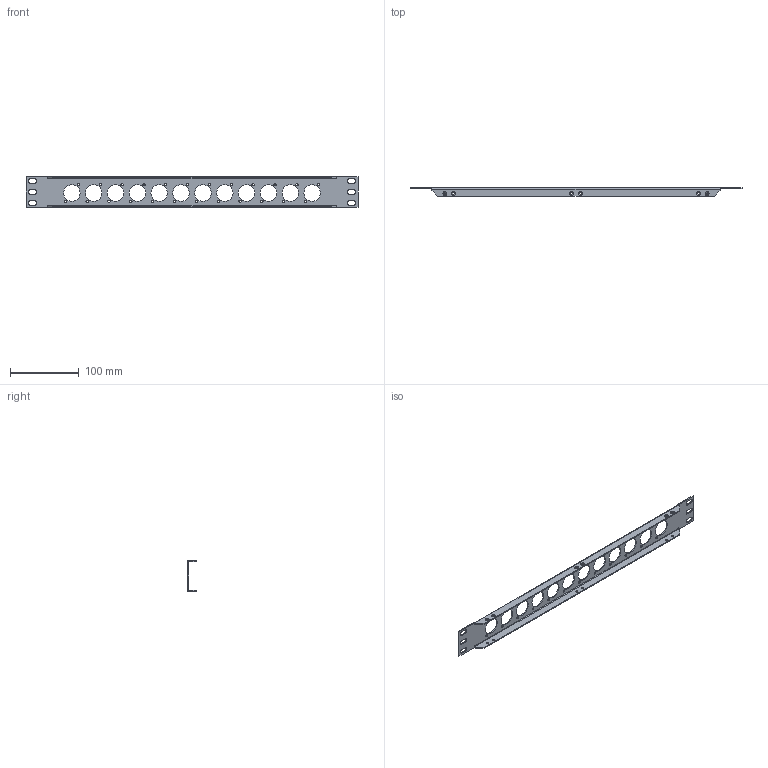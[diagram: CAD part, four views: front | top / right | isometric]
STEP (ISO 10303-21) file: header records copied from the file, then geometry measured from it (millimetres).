
FILE_DESCRIPTION (( 'STEP AP203' ), '1' );
FILE_NAME ('PR175XLR-BNK.STEP', '2011-08-03T14:57:04', ( 'x' ), ( 'Microsoft' ), 'SwSTEP 2.0', 'SolidWorks 2010', '' );
FILE_SCHEMA (( 'CONFIG_CONTROL_DESIGN' ));
Length unit declared in the file: inch
Products named in the file (1): PR175XLR-BNK
Bounding box: 482.6 x 12.73 x 43.94 mm (x, y, z)
Volume: 35982.8 mm3; surface area: 51242.6 mm2
Topology: 1 solids, 1 shells, 507 faces, 1376 edges, 904 vertices
Faces by surface type: plane 248, bspline 123, cylinder 112, cone 24
Entity records: 23049 total; most frequent: CARTESIAN_POINT 10585, ORIENTED_EDGE 2752, DIRECTION 2148, EDGE_CURVE 1376, VERTEX_POINT 904, VECTOR 882, LINE 882, EDGE_LOOP 648
